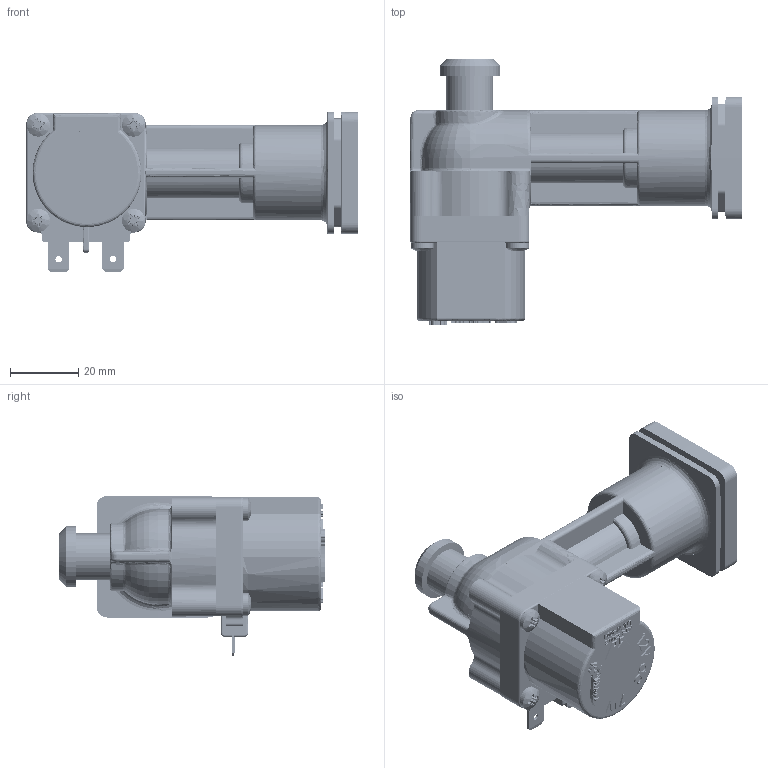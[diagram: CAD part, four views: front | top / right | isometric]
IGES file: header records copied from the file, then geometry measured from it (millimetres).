
Start section: SolidWorks IGES file using analytic representation for surfaces
Global section: file name: Body U assy.IGS; native system: SolidWorks 2008; preprocessor: SolidWorks 2008; author: Peter; date: 090319.154314; units: millimetre
Bounding box: 97.62 x 78 x 47.34 mm (x, y, z)
Surface area: 53576 mm2 (no closed solid volume)
Topology: 0 solids, 0 shells, 1903 faces, 27181 edges, 27165 vertices
Faces by surface type: bspline 973, revolution 930
